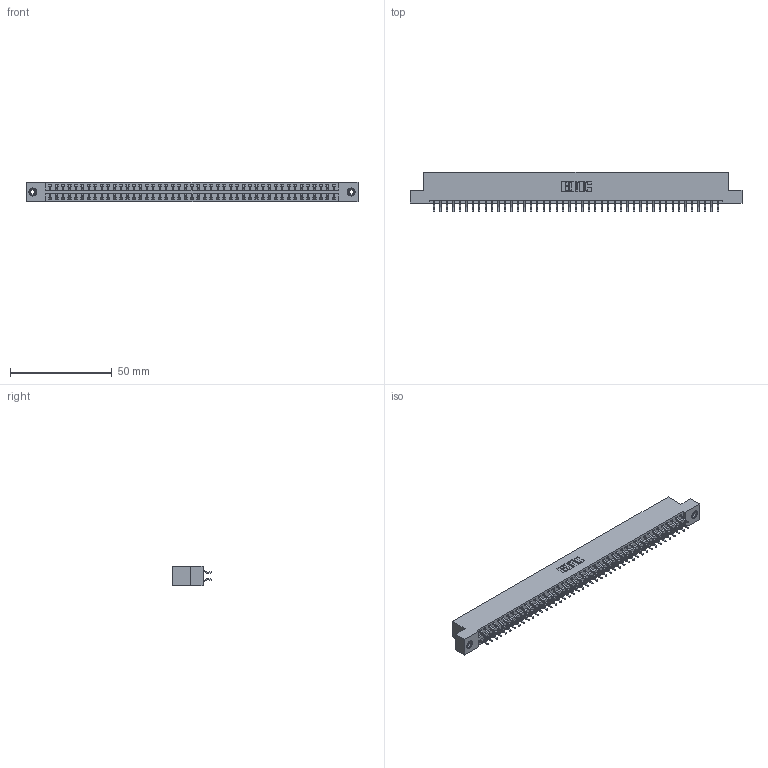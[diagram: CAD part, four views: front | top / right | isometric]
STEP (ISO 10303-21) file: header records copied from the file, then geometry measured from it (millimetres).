
FILE_DESCRIPTION (( 'STEP AP203' ), '1' );
FILE_NAME ('346-090-556-208.STEP', '2022-05-26T04:48:06', ( '' ), ( '' ), 'SwSTEP 2.0', 'SolidWorks 2020', '' );
FILE_SCHEMA (( 'CONFIG_CONTROL_DESIGN' ));
Length unit declared in the file: inch
Products named in the file (4): 345-292-001_556 Tail; 346 Part_Flush Mounting Lugs - 0.156 Dia-TI; 345-250-001_345-250-003-102; 346-090-556-208
Assembly tree (93 placements, depth 2):
  346-090-556-208
    346 Part_Flush Mounting Lugs - 0.156 Dia-TI
    345-292-001_556 Tail  x90
    345-250-001_345-250-003-102  x2
Bounding box: 163.45 x 19.57 x 9.4 mm (x, y, z)
Volume: 15951.5 mm3; surface area: 21910 mm2
Topology: 93 solids, 93 shells, 5402 faces, 16035 edges, 10562 vertices
Faces by surface type: plane 3618, cylinder 1768, cone 12, torus 4
Entity records: 30370 total; most frequent: CARTESIAN_POINT 4999, ORIENTED_EDGE 4914, DIRECTION 4471, EDGE_CURVE 2457, VECTOR 2117, LINE 2117, VERTEX_POINT 1632, AXIS2_PLACEMENT_3D 1177
